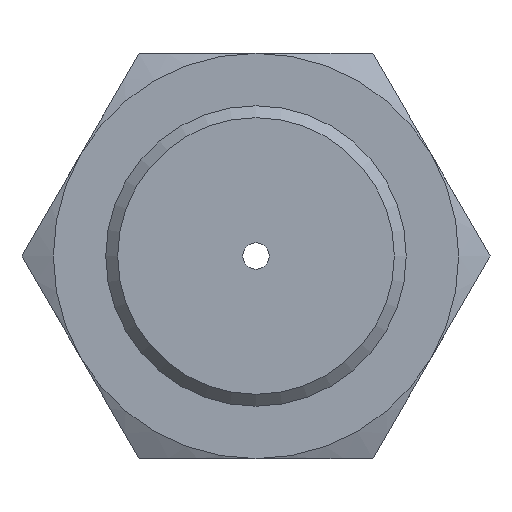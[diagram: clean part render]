
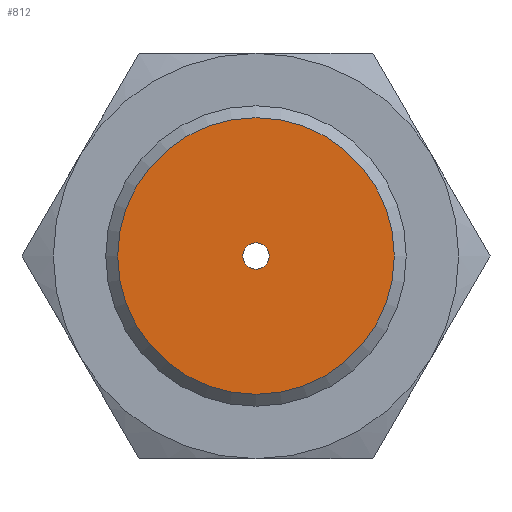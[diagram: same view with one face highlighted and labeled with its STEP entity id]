
A CAD part, front view. The second image highlights one B-rep face of the part: STEP entity #812.
In plain terms, the highlighted planar face has unit normal (0, -1, 0).
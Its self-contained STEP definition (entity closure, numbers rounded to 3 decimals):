
#1 = DIRECTION ( 'NONE',  ( 0., 0., 1. ) ) ;
#28 = CARTESIAN_POINT ( 'NONE',  ( 0., -27., -0.55 ) ) ;
#34 = CARTESIAN_POINT ( 'NONE',  ( 0., -27., 5.8 ) ) ;
#50 = EDGE_LOOP ( 'NONE', ( #385 ) ) ;
#58 = AXIS2_PLACEMENT_3D ( 'NONE', #718, #255, #260 ) ;
#78 = AXIS2_PLACEMENT_3D ( 'NONE', #830, #596, #140 ) ;
#140 = DIRECTION ( 'NONE',  ( 0., 0., 1. ) ) ;
#142 = ORIENTED_EDGE ( 'NONE', *, *, #863, .T. ) ;
#198 = FACE_OUTER_BOUND ( 'NONE', #878, .T. ) ;
#212 = PLANE ( 'NONE',  #78 ) ;
#217 = FACE_BOUND ( 'NONE', #50, .T. ) ;
#255 = DIRECTION ( 'NONE',  ( 0., -1., 0. ) ) ;
#260 = DIRECTION ( 'NONE',  ( 0., 0., -1. ) ) ;
#285 = CIRCLE ( 'NONE', #540, 5.8 ) ;
#324 = CARTESIAN_POINT ( 'NONE',  ( 0., -27., 0. ) ) ;
#353 = EDGE_CURVE ( 'NONE', #725, #725, #833, .T. ) ;
#385 = ORIENTED_EDGE ( 'NONE', *, *, #353, .F. ) ;
#540 = AXIS2_PLACEMENT_3D ( 'NONE', #324, #690, #1 ) ;
#560 = VERTEX_POINT ( 'NONE', #34 ) ;
#596 = DIRECTION ( 'NONE',  ( 0., 1., 0. ) ) ;
#690 = DIRECTION ( 'NONE',  ( 0., -1., 0. ) ) ;
#718 = CARTESIAN_POINT ( 'NONE',  ( 0., -27., 0. ) ) ;
#725 = VERTEX_POINT ( 'NONE', #28 ) ;
#812 = ADVANCED_FACE ( 'NONE', ( #198, #217 ), #212, .F. ) ;
#830 = CARTESIAN_POINT ( 'NONE',  ( -6.3, -27., 0. ) ) ;
#833 = CIRCLE ( 'NONE', #58, 0.55 ) ;
#863 = EDGE_CURVE ( 'NONE', #560, #560, #285, .T. ) ;
#878 = EDGE_LOOP ( 'NONE', ( #142 ) ) ;
